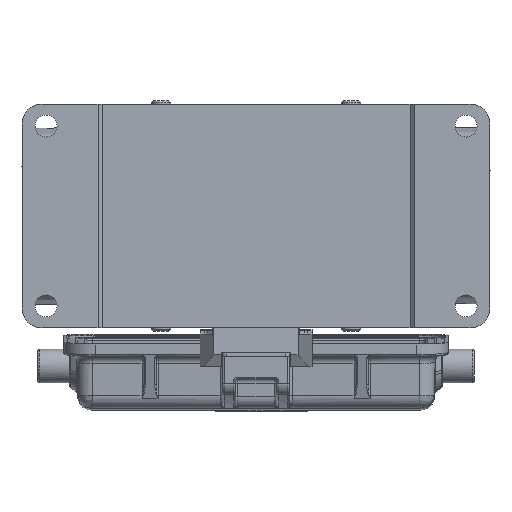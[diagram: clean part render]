
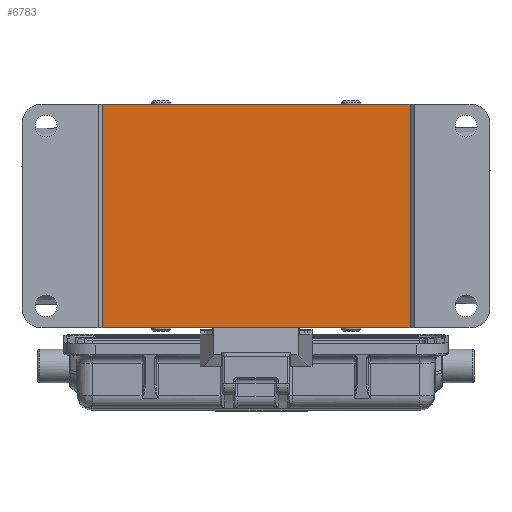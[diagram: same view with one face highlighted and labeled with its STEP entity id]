
A CAD part, front view. The second image highlights one B-rep face of the part: STEP entity #6783.
In plain terms, the highlighted planar face has unit normal (0, -1, 0).
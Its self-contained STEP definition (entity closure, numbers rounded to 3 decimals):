
#374=PLANE('',#20639);
#3103=LINE('',#39422,#4160);
#3109=LINE('',#39435,#4166);
#3112=LINE('',#39441,#4169);
#3123=LINE('',#39983,#4180);
#4160=VECTOR('',#24203,1.);
#4166=VECTOR('',#24215,1.);
#4169=VECTOR('',#24220,1.);
#4180=VECTOR('',#24281,1.);
#5512=FACE_OUTER_BOUND('',#8127,.T.);
#6783=ADVANCED_FACE('NONE',(#5512),#374,.F.);
#8127=EDGE_LOOP('',(#13050,#13051,#13052,#13053));
#13050=ORIENTED_EDGE('',*,*,#18367,.F.);
#13051=ORIENTED_EDGE('',*,*,#18404,.F.);
#13052=ORIENTED_EDGE('',*,*,#18357,.F.);
#13053=ORIENTED_EDGE('',*,*,#18364,.F.);
#15676=VERTEX_POINT('',#39417);
#15678=VERTEX_POINT('',#39421);
#15682=VERTEX_POINT('',#39434);
#15684=VERTEX_POINT('',#39440);
#18357=EDGE_CURVE('NONE',#15678,#15676,#3103,.T.);
#18364=EDGE_CURVE('NONE',#15682,#15678,#3109,.T.);
#18367=EDGE_CURVE('NONE',#15684,#15682,#3112,.T.);
#18404=EDGE_CURVE('NONE',#15676,#15684,#3123,.T.);
#20639=AXIS2_PLACEMENT_3D('',#39984,#24282,#24283);
#24203=DIRECTION('',(0.,0.,1.));
#24215=DIRECTION('',(-1.,0.,0.));
#24220=DIRECTION('',(0.,0.,-1.));
#24281=DIRECTION('',(1.,0.,0.));
#24282=DIRECTION('',(0.,1.,0.));
#24283=DIRECTION('',(0.,0.,1.));
#39417=CARTESIAN_POINT('',(-38.5,-23.,28.));
#39421=CARTESIAN_POINT('',(-38.5,-23.,-28.));
#39422=CARTESIAN_POINT('',(-38.5,-23.,33.6));
#39434=CARTESIAN_POINT('',(38.5,-23.,-28.));
#39435=CARTESIAN_POINT('',(38.5,-23.,-28.));
#39440=CARTESIAN_POINT('',(38.5,-23.,28.));
#39441=CARTESIAN_POINT('',(38.5,-23.,33.6));
#39983=CARTESIAN_POINT('',(-58.5,-23.,28.));
#39984=CARTESIAN_POINT('',(38.5,-23.,33.6));
